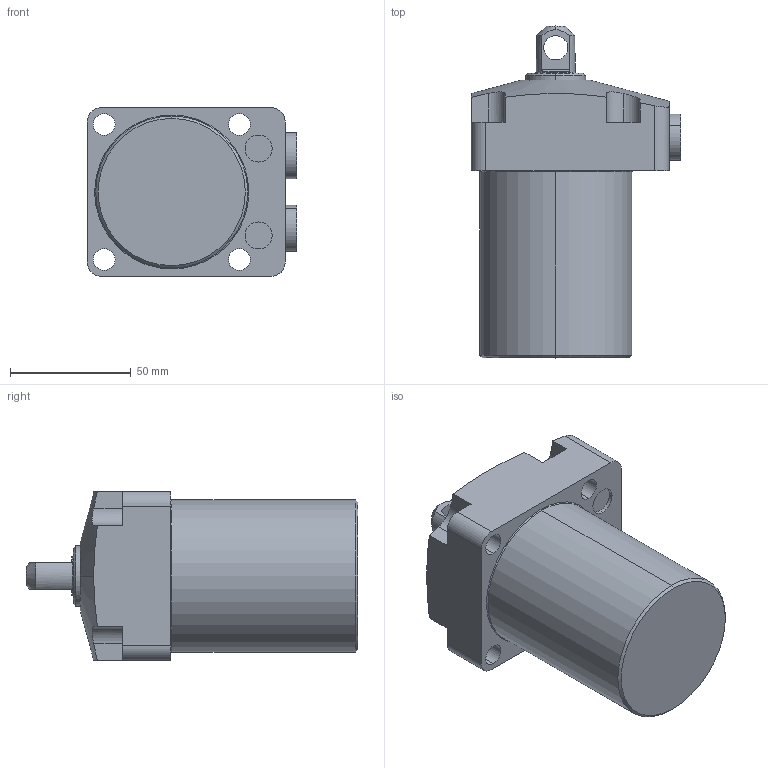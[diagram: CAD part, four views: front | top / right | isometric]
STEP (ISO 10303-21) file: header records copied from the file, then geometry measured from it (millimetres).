
FILE_DESCRIPTION (( 'STEP AP203' ), '1' );
FILE_NAME ('CNA10-50P.STEP', '2019-09-21T07:19:34', ( '微软用户' ), ( '微软中国' ), 'SwSTEP 2.0', 'SolidWorks 2012', '' );
FILE_SCHEMA (( 'CONFIG_CONTROL_DESIGN' ));
Length unit declared in the file: millimetre
Products named in the file (4): CNA10-50P_BODY; CNA10-50P_ROD; CNA10-50P_PLUG; CNA10-50P
Assembly tree (4 placements, depth 2):
  CNA10-50P
    CNA10-50P_BODY
    CNA10-50P_ROD
    CNA10-50P_PLUG  x2
Bounding box: 86.8 x 137.5 x 70 mm (x, y, z)
Volume: 423119.1 mm3; surface area: 52633.8 mm2
Topology: 4 solids, 4 shells, 136 faces, 315 edges, 202 vertices
Faces by surface type: cylinder 57, plane 55, cone 20, bspline 4
Entity records: 4340 total; most frequent: CARTESIAN_POINT 1188, DIRECTION 589, ORIENTED_EDGE 546, EDGE_CURVE 273, AXIS2_PLACEMENT_3D 232, VERTEX_POINT 176, EDGE_LOOP 139, VECTOR 125
